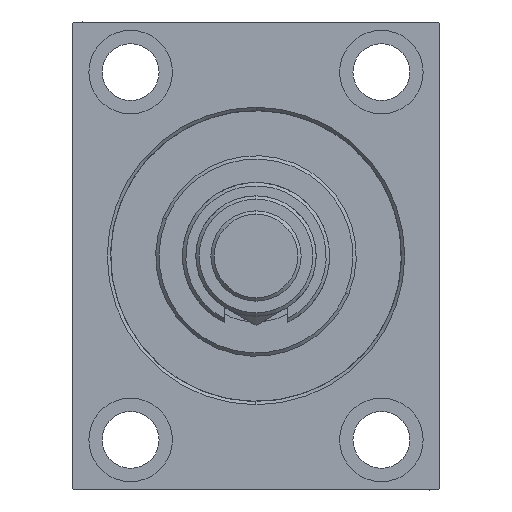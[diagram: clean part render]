
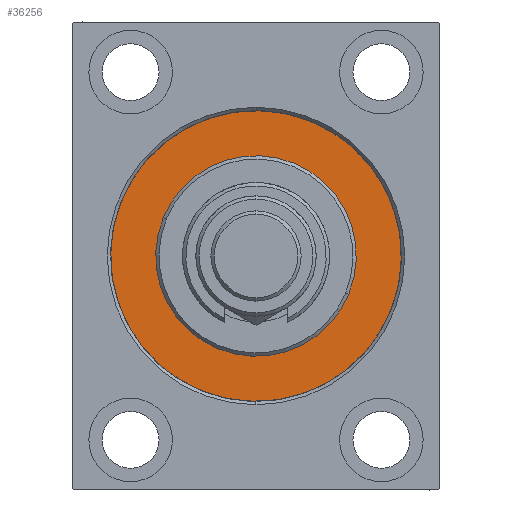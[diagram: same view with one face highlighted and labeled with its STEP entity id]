
A CAD part, left-side view. The second image highlights one B-rep face of the part: STEP entity #36256.
In plain terms, the highlighted face is planar.
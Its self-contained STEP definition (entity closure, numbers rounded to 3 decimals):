
#2581 = DIRECTION ( 'NONE',  ( 0., 0., 1. ) ) ;
#3009 = CARTESIAN_POINT ( 'NONE',  ( 0., 0., 0. ) ) ;
#3804 = CARTESIAN_POINT ( 'NONE',  ( 0., 0., 30. ) ) ;
#5347 = AXIS2_PLACEMENT_3D ( 'NONE', #25865, #14479, #29193 ) ;
#6113 = CARTESIAN_POINT ( 'NONE',  ( 0., 0., 0. ) ) ;
#6338 = PLANE ( 'NONE',  #24959 ) ;
#7504 = CARTESIAN_POINT ( 'NONE',  ( 0., 0., 0. ) ) ;
#7984 = CARTESIAN_POINT ( 'NONE',  ( 0., 0., 43.5 ) ) ;
#8422 = DIRECTION ( 'NONE',  ( -1., 0., 0. ) ) ;
#9833 = EDGE_LOOP ( 'NONE', ( #46580, #36724 ) ) ;
#10140 = DIRECTION ( 'NONE',  ( -1., 0., 0. ) ) ;
#10767 = CIRCLE ( 'NONE', #18313, 43.5 ) ;
#11606 = EDGE_CURVE ( 'NONE', #20445, #32691, #10767, .T. ) ;
#11760 = CARTESIAN_POINT ( 'NONE',  ( 0., 0., 0. ) ) ;
#13687 = FACE_BOUND ( 'NONE', #9833, .T. ) ;
#14479 = DIRECTION ( 'NONE',  ( 1., 0., 0. ) ) ;
#15887 = CIRCLE ( 'NONE', #35574, 43.5 ) ;
#16703 = CIRCLE ( 'NONE', #5347, 30. ) ;
#17345 = VERTEX_POINT ( 'NONE', #45058 ) ;
#18308 = AXIS2_PLACEMENT_3D ( 'NONE', #7504, #35977, #29113 ) ;
#18313 = AXIS2_PLACEMENT_3D ( 'NONE', #6113, #10140, #2581 ) ;
#19843 = CIRCLE ( 'NONE', #18308, 30. ) ;
#20445 = VERTEX_POINT ( 'NONE', #7984 ) ;
#24959 = AXIS2_PLACEMENT_3D ( 'NONE', #3009, #38833, #35265 ) ;
#25377 = ORIENTED_EDGE ( 'NONE', *, *, #36288, .F. ) ;
#25865 = CARTESIAN_POINT ( 'NONE',  ( 0., 0., 0. ) ) ;
#28852 = FACE_OUTER_BOUND ( 'NONE', #35865, .T. ) ;
#29113 = DIRECTION ( 'NONE',  ( 0., 0., -1. ) ) ;
#29193 = DIRECTION ( 'NONE',  ( 0., 0., -1. ) ) ;
#32691 = VERTEX_POINT ( 'NONE', #43307 ) ;
#34577 = ORIENTED_EDGE ( 'NONE', *, *, #11606, .F. ) ;
#35265 = DIRECTION ( 'NONE',  ( 0., 0., 1. ) ) ;
#35574 = AXIS2_PLACEMENT_3D ( 'NONE', #11760, #8422, #40918 ) ;
#35865 = EDGE_LOOP ( 'NONE', ( #25377, #34577 ) ) ;
#35977 = DIRECTION ( 'NONE',  ( 1., 0., 0. ) ) ;
#36256 = ADVANCED_FACE ( 'NONE', ( #13687, #28852 ), #6338, .F. ) ;
#36288 = EDGE_CURVE ( 'NONE', #32691, #20445, #15887, .T. ) ;
#36724 = ORIENTED_EDGE ( 'NONE', *, *, #45439, .F. ) ;
#38833 = DIRECTION ( 'NONE',  ( -1., 0., 0. ) ) ;
#40918 = DIRECTION ( 'NONE',  ( 0., 0., 1. ) ) ;
#42286 = EDGE_CURVE ( 'NONE', #43188, #17345, #16703, .T. ) ;
#43188 = VERTEX_POINT ( 'NONE', #3804 ) ;
#43307 = CARTESIAN_POINT ( 'NONE',  ( 0., 0., -43.5 ) ) ;
#45058 = CARTESIAN_POINT ( 'NONE',  ( 0., 0., -30. ) ) ;
#45439 = EDGE_CURVE ( 'NONE', #17345, #43188, #19843, .T. ) ;
#46580 = ORIENTED_EDGE ( 'NONE', *, *, #42286, .F. ) ;
